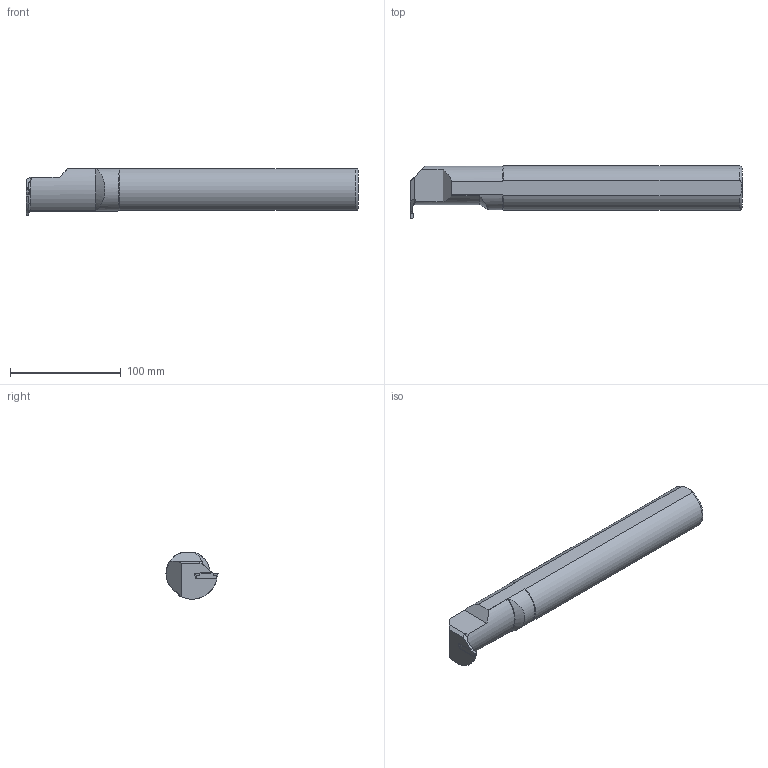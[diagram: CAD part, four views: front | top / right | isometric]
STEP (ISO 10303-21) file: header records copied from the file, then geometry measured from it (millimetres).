
FILE_DESCRIPTION(/* description */ (''),/* implementation_level */ '2;1');
FILE_NAME(/* name */ 'AIKT-K-R-40-3-T12.stp',/* time_stamp */ '2023-10-12T23:13:56+03:00',/* author */ (''),/* organization */ (''),/* preprocessor_version */ 'ST-DEVELOPER v19.4',/* originating_system */ 'SIEMENS PLM Software NX2306.3001',/* authorisation */ '');
FILE_SCHEMA (('AUTOMOTIVE_DESIGN { 1 0 10303 214 3 1 1 1 }'));
Length unit declared in the file: millimetre
Products named in the file (1): AIKT-K-R-40-3-T12_x_t_objects
Bounding box: 299.99 x 47 x 41.83 mm (x, y, z)
Volume: 351933.9 mm3; surface area: 39513.2 mm2
Topology: 2 solids, 2 shells, 85 faces, 219 edges, 138 vertices
Faces by surface type: plane 42, cylinder 24, torus 8, bspline 8, cone 3
Entity records: 2859 total; most frequent: CARTESIAN_POINT 773, ORIENTED_EDGE 434, DIRECTION 429, EDGE_CURVE 217, AXIS2_PLACEMENT_3D 156, VERTEX_POINT 137, LINE 117, VECTOR 117
